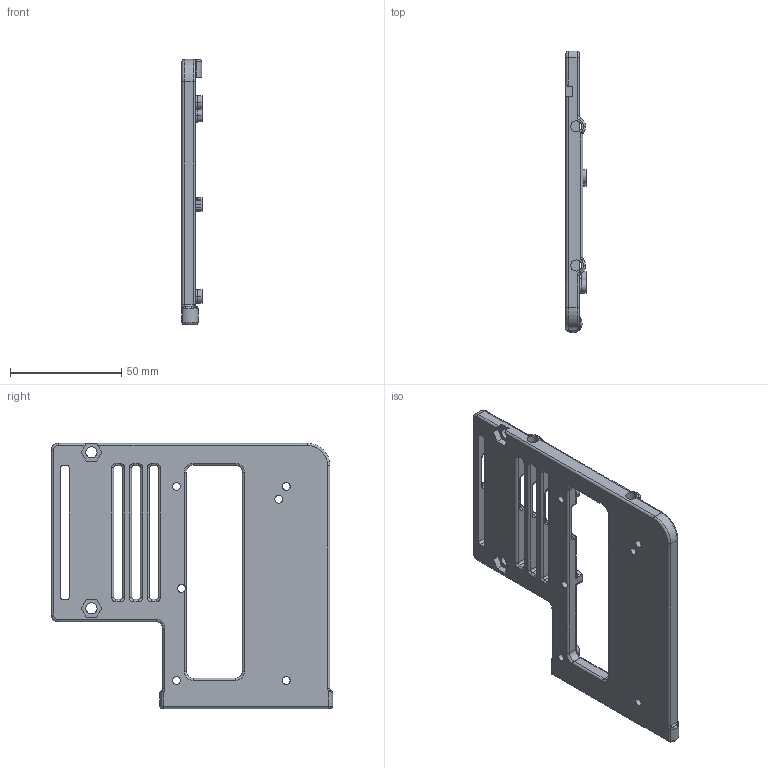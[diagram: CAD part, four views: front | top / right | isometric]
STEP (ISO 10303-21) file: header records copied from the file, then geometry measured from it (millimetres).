
FILE_DESCRIPTION (( 'STEP AP214' ), '1' );
FILE_NAME ('PCBÔØ°å.STEP', '2025-06-05T14:03:02', ( 'wsy' ), ( '' ), 'SwSTEP 2.0', 'SolidWorks 2020', '' );
FILE_SCHEMA (( 'AUTOMOTIVE_DESIGN' ));
Length unit declared in the file: millimetre
Products named in the file (1): PCB婥啣
Bounding box: 9 x 126.24 x 119 mm (x, y, z)
Volume: 55354 mm3; surface area: 26822.1 mm2
Topology: 1 solids, 1 shells, 426 faces, 1034 edges, 579 vertices
Faces by surface type: cylinder 204, torus 93, plane 74, sphere 30, bspline 25
Entity records: 12841 total; most frequent: CARTESIAN_POINT 2834, DIRECTION 2294, ORIENTED_EDGE 2014, EDGE_CURVE 1007, AXIS2_PLACEMENT_3D 943, VERTEX_POINT 579, CIRCLE 541, EDGE_LOOP 452
